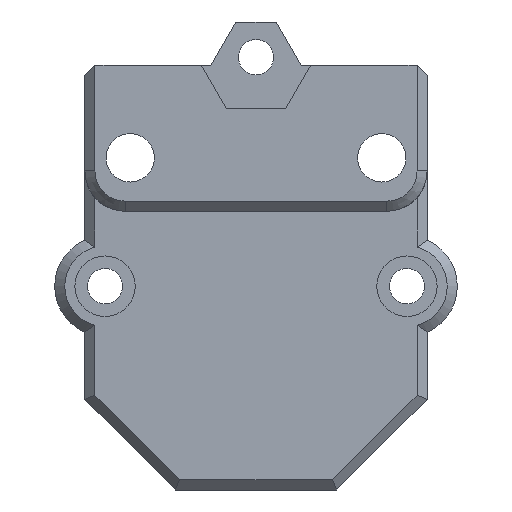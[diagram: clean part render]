
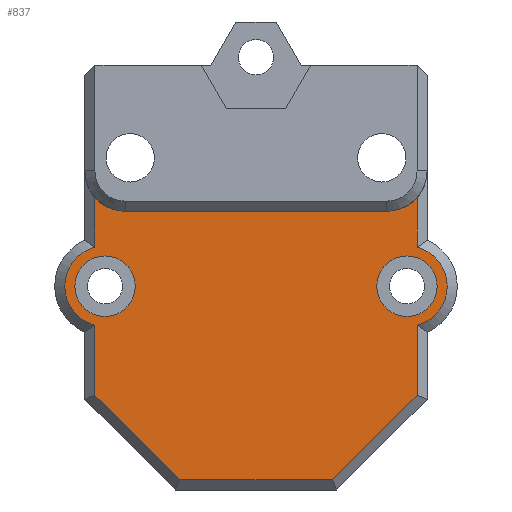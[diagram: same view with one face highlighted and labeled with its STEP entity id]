
A CAD part, front view. The second image highlights one B-rep face of the part: STEP entity #837.
In plain terms, the highlighted planar face has unit normal (0, -1, 0).
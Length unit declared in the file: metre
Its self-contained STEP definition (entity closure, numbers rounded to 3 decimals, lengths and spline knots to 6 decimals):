
#84=LINE('',#1363,#166);
#85=LINE('',#1372,#167);
#86=LINE('',#1373,#168);
#87=LINE('',#1377,#169);
#88=LINE('',#1379,#170);
#89=LINE('',#1381,#171);
#90=LINE('',#1383,#172);
#91=LINE('',#1385,#173);
#166=VECTOR('',#1110,1.);
#167=VECTOR('',#1119,1.);
#168=VECTOR('',#1120,1.);
#169=VECTOR('',#1123,1.);
#170=VECTOR('',#1124,1.);
#171=VECTOR('',#1125,1.);
#172=VECTOR('',#1126,1.);
#173=VECTOR('',#1127,1.);
#203=PLANE('',#921);
#354=ORIENTED_EDGE('',*,*,#533,.F.);
#355=ORIENTED_EDGE('',*,*,#534,.F.);
#356=ORIENTED_EDGE('',*,*,#535,.T.);
#357=ORIENTED_EDGE('',*,*,#536,.T.);
#358=ORIENTED_EDGE('',*,*,#529,.T.);
#359=ORIENTED_EDGE('',*,*,#532,.F.);
#360=ORIENTED_EDGE('',*,*,#526,.F.);
#361=ORIENTED_EDGE('',*,*,#537,.T.);
#362=ORIENTED_EDGE('',*,*,#538,.T.);
#363=ORIENTED_EDGE('',*,*,#539,.T.);
#364=ORIENTED_EDGE('',*,*,#540,.T.);
#365=ORIENTED_EDGE('',*,*,#541,.T.);
#366=ORIENTED_EDGE('',*,*,#542,.T.);
#367=ORIENTED_EDGE('',*,*,#543,.T.);
#526=EDGE_CURVE('',#622,#620,#655,.T.);
#529=EDGE_CURVE('',#625,#624,#657,.T.);
#532=EDGE_CURVE('',#620,#624,#84,.T.);
#533=EDGE_CURVE('',#626,#626,#658,.T.);
#534=EDGE_CURVE('',#627,#627,#659,.T.);
#535=EDGE_CURVE('',#628,#629,#660,.T.);
#536=EDGE_CURVE('',#629,#625,#85,.T.);
#537=EDGE_CURVE('',#622,#630,#86,.T.);
#538=EDGE_CURVE('',#630,#631,#661,.T.);
#539=EDGE_CURVE('',#631,#632,#87,.T.);
#540=EDGE_CURVE('',#632,#633,#88,.T.);
#541=EDGE_CURVE('',#633,#634,#89,.T.);
#542=EDGE_CURVE('',#634,#635,#90,.T.);
#543=EDGE_CURVE('',#635,#628,#91,.T.);
#620=VERTEX_POINT('',#1347);
#622=VERTEX_POINT('',#1351);
#624=VERTEX_POINT('',#1357);
#625=VERTEX_POINT('',#1359);
#626=VERTEX_POINT('',#1366);
#627=VERTEX_POINT('',#1368);
#628=VERTEX_POINT('',#1370);
#629=VERTEX_POINT('',#1371);
#630=VERTEX_POINT('',#1374);
#631=VERTEX_POINT('',#1376);
#632=VERTEX_POINT('',#1378);
#633=VERTEX_POINT('',#1380);
#634=VERTEX_POINT('',#1382);
#635=VERTEX_POINT('',#1384);
#655=CIRCLE('',#915,0.004);
#657=CIRCLE('',#918,0.004);
#658=CIRCLE('',#922,0.003);
#659=CIRCLE('',#923,0.003);
#660=CIRCLE('',#924,0.004);
#661=CIRCLE('',#925,0.004);
#703=EDGE_LOOP('',(#354));
#704=EDGE_LOOP('',(#355));
#705=EDGE_LOOP('',(#356,#357,#358,#359,#360,#361,#362,#363,#364,#365,#366,
#367));
#771=FACE_BOUND('',#703,.T.);
#772=FACE_BOUND('',#704,.T.);
#773=FACE_BOUND('',#705,.T.);
#837=ADVANCED_FACE('',(#771,#772,#773),#203,.T.);
#915=AXIS2_PLACEMENT_3D('',#1352,#1096,#1097);
#918=AXIS2_PLACEMENT_3D('',#1358,#1103,#1104);
#921=AXIS2_PLACEMENT_3D('',#1364,#1111,#1112);
#922=AXIS2_PLACEMENT_3D('',#1365,#1113,#1114);
#923=AXIS2_PLACEMENT_3D('',#1367,#1115,#1116);
#924=AXIS2_PLACEMENT_3D('',#1369,#1117,#1118);
#925=AXIS2_PLACEMENT_3D('',#1375,#1121,#1122);
#1096=DIRECTION('',(0.,-1.,0.));
#1097=DIRECTION('',(0.,0.,-1.));
#1103=DIRECTION('',(0.,1.,0.));
#1104=DIRECTION('',(0.,0.,-1.));
#1110=DIRECTION('',(1.,0.,0.));
#1111=DIRECTION('',(0.,-1.,0.));
#1112=DIRECTION('',(1.,0.,0.));
#1113=DIRECTION('',(0.,-1.,0.));
#1114=DIRECTION('',(0.,0.,-1.));
#1115=DIRECTION('',(0.,-1.,0.));
#1116=DIRECTION('',(0.,0.,-1.));
#1117=DIRECTION('',(0.,-1.,0.));
#1118=DIRECTION('',(0.,0.,-1.));
#1119=DIRECTION('',(0.,0.,1.));
#1120=DIRECTION('',(0.,0.,-1.));
#1121=DIRECTION('',(0.,-1.,0.));
#1122=DIRECTION('',(0.,0.,-1.));
#1123=DIRECTION('',(0.,0.,-1.));
#1124=DIRECTION('',(0.707,0.,-0.707));
#1125=DIRECTION('',(1.,0.,0.));
#1126=DIRECTION('',(0.707,0.,0.707));
#1127=DIRECTION('',(0.,0.,1.));
#1347=CARTESIAN_POINT('',(-0.013,-0.0245,0.0451));
#1351=CARTESIAN_POINT('',(-0.016,-0.0245,0.046454));
#1352=CARTESIAN_POINT('',(-0.013,-0.0245,0.0491));
#1357=CARTESIAN_POINT('',(0.013,-0.0245,0.0451));
#1358=CARTESIAN_POINT('',(0.013,-0.0245,0.0491));
#1359=CARTESIAN_POINT('',(0.016,-0.0245,0.046454));
#1363=CARTESIAN_POINT('',(0.,-0.0245,0.0451));
#1364=CARTESIAN_POINT('',(0.,-0.0245,0.0385));
#1365=CARTESIAN_POINT('',(-0.015,-0.0245,0.03765));
#1366=CARTESIAN_POINT('',(-0.015,-0.0245,0.03465));
#1367=CARTESIAN_POINT('',(0.015,-0.0245,0.03765));
#1368=CARTESIAN_POINT('',(0.015,-0.0245,0.03465));
#1369=CARTESIAN_POINT('',(0.015,-0.0245,0.03765));
#1370=CARTESIAN_POINT('',(0.016,-0.0245,0.033777));
#1371=CARTESIAN_POINT('',(0.016,-0.0245,0.041523));
#1372=CARTESIAN_POINT('',(0.016,-0.0245,0.0385));
#1373=CARTESIAN_POINT('',(-0.016,-0.0245,0.042233));
#1374=CARTESIAN_POINT('',(-0.016,-0.0245,0.041523));
#1375=CARTESIAN_POINT('',(-0.015,-0.0245,0.03765));
#1376=CARTESIAN_POINT('',(-0.016,-0.0245,0.033777));
#1377=CARTESIAN_POINT('',(-0.016,-0.0245,0.0264));
#1378=CARTESIAN_POINT('',(-0.016,-0.0245,0.026814));
#1379=CARTESIAN_POINT('',(-0.013843,-0.0245,0.024657));
#1380=CARTESIAN_POINT('',(-0.007586,-0.0245,0.0184));
#1381=CARTESIAN_POINT('',(0.008,-0.0245,0.0184));
#1382=CARTESIAN_POINT('',(0.007586,-0.0245,0.0184));
#1383=CARTESIAN_POINT('',(0.013843,-0.0245,0.024657));
#1384=CARTESIAN_POINT('',(0.016,-0.0245,0.026814));
#1385=CARTESIAN_POINT('',(0.016,-0.0245,0.0385));
